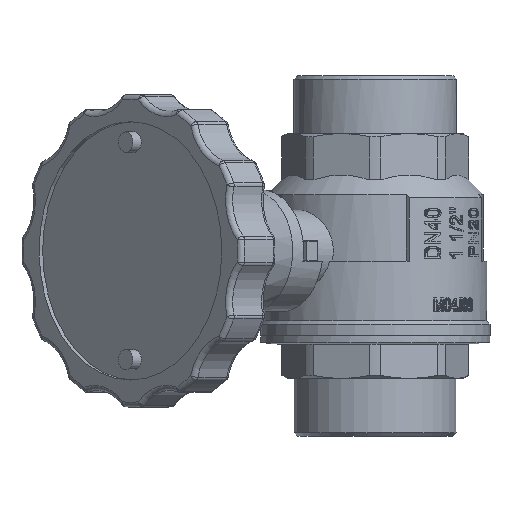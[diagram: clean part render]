
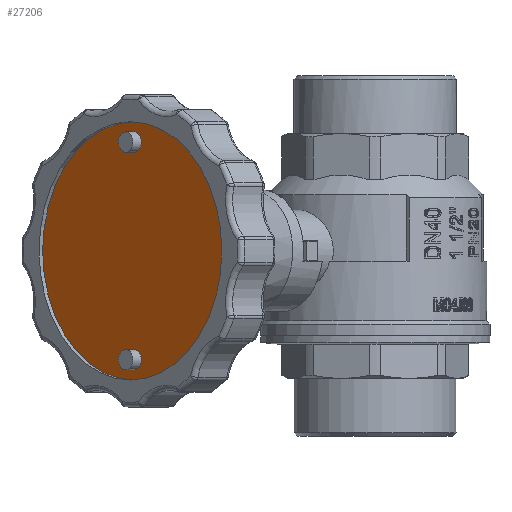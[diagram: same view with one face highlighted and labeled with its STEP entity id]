
A CAD part, front view. The second image highlights one B-rep face of the part: STEP entity #27206.
In plain terms, the highlighted face is planar.
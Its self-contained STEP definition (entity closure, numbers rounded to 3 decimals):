
#6105=PLANE('',#39284);
#13923=ORIENTED_EDGE('',*,*,#18449,.T.);
#13924=ORIENTED_EDGE('',*,*,#18450,.F.);
#13925=ORIENTED_EDGE('',*,*,#18451,.F.);
#18449=EDGE_CURVE('',#21294,#21294,#22198,.T.);
#18450=EDGE_CURVE('',#21295,#21295,#22199,.T.);
#18451=EDGE_CURVE('',#21296,#21296,#22200,.T.);
#21294=VERTEX_POINT('',#59238);
#21295=VERTEX_POINT('',#59241);
#21296=VERTEX_POINT('',#59243);
#22198=CIRCLE('',#39283,39.);
#22199=CIRCLE('',#39285,3.);
#22200=CIRCLE('',#39286,3.);
#23864=EDGE_LOOP('',(#13923));
#23865=EDGE_LOOP('',(#13924));
#23866=EDGE_LOOP('',(#13925));
#25560=FACE_BOUND('',#23864,.T.);
#25561=FACE_BOUND('',#23865,.T.);
#25562=FACE_BOUND('',#23866,.T.);
#27206=ADVANCED_FACE('',(#25560,#25561,#25562),#6105,.F.);
#39283=AXIS2_PLACEMENT_3D('',#59237,#48240,#48241);
#39284=AXIS2_PLACEMENT_3D('',#59239,#48242,#48243);
#39285=AXIS2_PLACEMENT_3D('',#59240,#48244,#48245);
#39286=AXIS2_PLACEMENT_3D('',#59242,#48246,#48247);
#48240=DIRECTION('',(0.,1.,0.));
#48241=DIRECTION('',(-1.,0.,0.));
#48242=DIRECTION('',(0.,-1.,0.));
#48243=DIRECTION('',(0.,0.,-1.));
#48244=DIRECTION('',(0.,1.,0.));
#48245=DIRECTION('',(1.,0.,0.));
#48246=DIRECTION('',(0.,1.,0.));
#48247=DIRECTION('',(1.,0.,0.));
#59237=CARTESIAN_POINT('',(0.,30.5,0.));
#59238=CARTESIAN_POINT('',(-39.,30.5,0.));
#59239=CARTESIAN_POINT('',(0.,30.5,0.));
#59240=CARTESIAN_POINT('',(32.,30.5,0.));
#59241=CARTESIAN_POINT('',(35.,30.5,0.));
#59242=CARTESIAN_POINT('',(-32.,30.5,0.));
#59243=CARTESIAN_POINT('',(-29.,30.5,0.));
